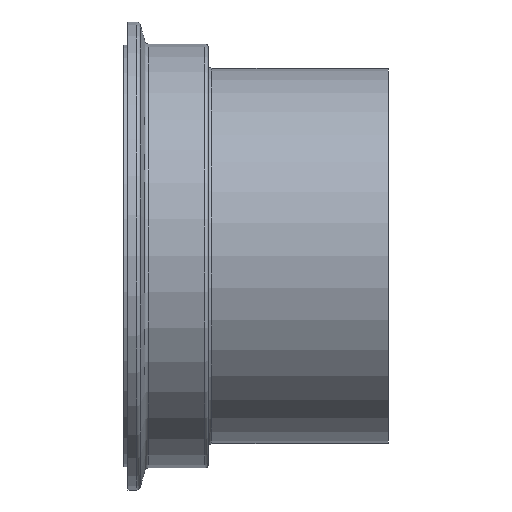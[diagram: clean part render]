
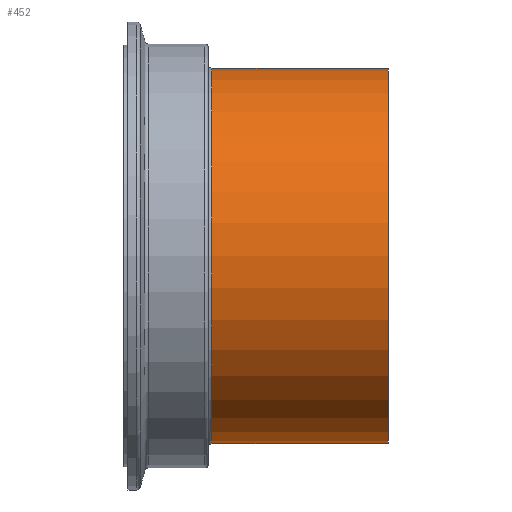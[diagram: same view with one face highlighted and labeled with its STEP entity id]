
A CAD part, top view. The second image highlights one B-rep face of the part: STEP entity #452.
In plain terms, the highlighted cylindrical face has radius 42.5 mm (diameter 85 mm), a partial arc.
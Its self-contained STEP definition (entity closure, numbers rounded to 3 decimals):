
#31 = CARTESIAN_POINT ( 'NONE',  ( -172.678, 26.865, 0. ) ) ;
#33 = VERTEX_POINT ( 'NONE', #544 ) ;
#38 = AXIS2_PLACEMENT_3D ( 'NONE', #273, #526, #65 ) ;
#50 = VERTEX_POINT ( 'NONE', #462 ) ;
#65 = DIRECTION ( 'NONE',  ( 0., -1., 0. ) ) ;
#120 = ORIENTED_EDGE ( 'NONE', *, *, #762, .F. ) ;
#153 = DIRECTION ( 'NONE',  ( -1., 0., 0. ) ) ;
#167 = DIRECTION ( 'NONE',  ( -1., 0., 0. ) ) ;
#170 = ORIENTED_EDGE ( 'NONE', *, *, #488, .F. ) ;
#174 = EDGE_CURVE ( 'NONE', #383, #50, #834, .T. ) ;
#184 = ORIENTED_EDGE ( 'NONE', *, *, #638, .T. ) ;
#197 = VECTOR ( 'NONE', #484, 1000. ) ;
#200 = AXIS2_PLACEMENT_3D ( 'NONE', #310, #167, #362 ) ;
#205 = ORIENTED_EDGE ( 'NONE', *, *, #174, .T. ) ;
#219 = DIRECTION ( 'NONE',  ( 0., -1., 0. ) ) ;
#273 = CARTESIAN_POINT ( 'NONE',  ( 8.62, -15.635, 0. ) ) ;
#307 = LINE ( 'NONE', #31, #197 ) ;
#310 = CARTESIAN_POINT ( 'NONE',  ( 48.62, -15.635, 0. ) ) ;
#362 = DIRECTION ( 'NONE',  ( 0., -1., 0. ) ) ;
#380 = CARTESIAN_POINT ( 'NONE',  ( 48.62, -58.135, 0. ) ) ;
#383 = VERTEX_POINT ( 'NONE', #380 ) ;
#400 = CYLINDRICAL_SURFACE ( 'NONE', #508, 42.5 ) ;
#446 = EDGE_LOOP ( 'NONE', ( #205, #184, #170, #120 ) ) ;
#452 = ADVANCED_FACE ( 'NONE', ( #659 ), #400, .T. ) ;
#462 = CARTESIAN_POINT ( 'NONE',  ( 48.62, 26.865, 0. ) ) ;
#484 = DIRECTION ( 'NONE',  ( -1., 0., 0. ) ) ;
#488 = EDGE_CURVE ( 'NONE', #33, #639, #559, .T. ) ;
#508 = AXIS2_PLACEMENT_3D ( 'NONE', #542, #153, #219 ) ;
#526 = DIRECTION ( 'NONE',  ( -1., 0., 0. ) ) ;
#542 = CARTESIAN_POINT ( 'NONE',  ( -172.678, -15.635, 0. ) ) ;
#544 = CARTESIAN_POINT ( 'NONE',  ( 8.62, -58.135, 0. ) ) ;
#559 = CIRCLE ( 'NONE', #38, 42.5 ) ;
#608 = CARTESIAN_POINT ( 'NONE',  ( -172.678, -58.135, 0. ) ) ;
#638 = EDGE_CURVE ( 'NONE', #50, #639, #307, .T. ) ;
#639 = VERTEX_POINT ( 'NONE', #743 ) ;
#659 = FACE_OUTER_BOUND ( 'NONE', #446, .T. ) ;
#668 = DIRECTION ( 'NONE',  ( -1., 0., 0. ) ) ;
#731 = LINE ( 'NONE', #608, #815 ) ;
#743 = CARTESIAN_POINT ( 'NONE',  ( 8.62, 26.865, 0. ) ) ;
#762 = EDGE_CURVE ( 'NONE', #383, #33, #731, .T. ) ;
#815 = VECTOR ( 'NONE', #668, 1000. ) ;
#834 = CIRCLE ( 'NONE', #200, 42.5 ) ;
